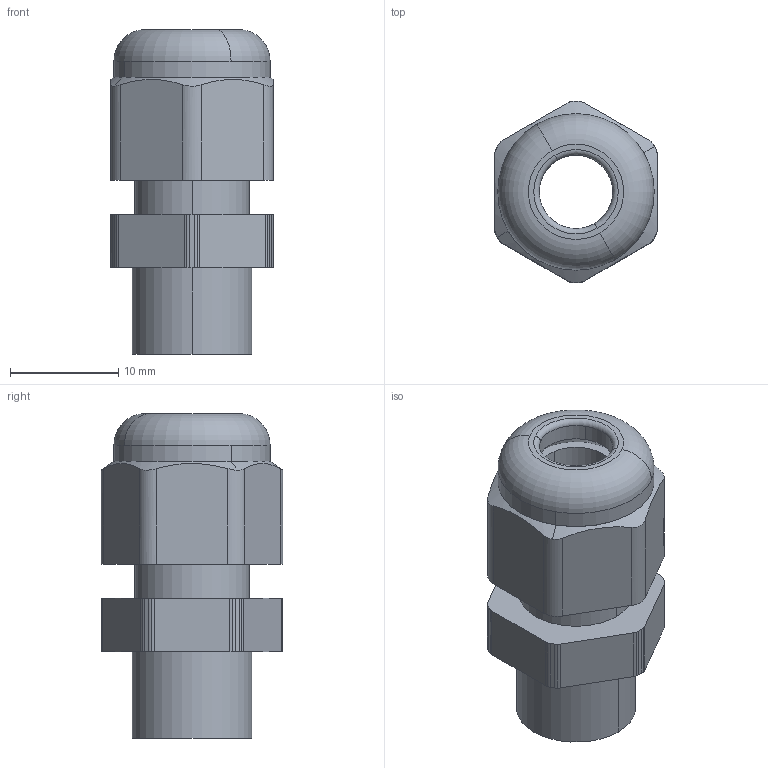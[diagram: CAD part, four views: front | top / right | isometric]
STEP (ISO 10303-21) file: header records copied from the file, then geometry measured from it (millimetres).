
FILE_DESCRIPTION(('CATIA V5R24 STEP','CAx-IF Rec.Pracs.--- Model Styling and Organization---1.2---2011-12-15'),'2;1');
FILE_NAME ('D1452846_1', '2018-03-29T06:26:20+00:00', ('Weidmueller Interface'), ('Weidmueller'), 'CATIA Version 5-6 Release 2014 SP4 HF52', 'CATIA V5 STEP AP214', 'none');
FILE_SCHEMA(('AUTOMOTIVE_DESIGN { 1 0 10303 214 1 1 1 1 }'));
Length unit declared in the file: millimetre
Products named in the file (1): VG_7
Bounding box: 15 x 16.78 x 30 mm (x, y, z)
Volume: 2619.2 mm3; surface area: 3811.8 mm2
Topology: 3 solids, 3 shells, 93 faces, 268 edges, 186 vertices
Faces by surface type: cylinder 52, plane 29, torus 6, cone 6
Entity records: 3207 total; most frequent: CARTESIAN_POINT 815, ORIENTED_EDGE 536, DIRECTION 396, EDGE_CURVE 268, AXIS2_PLACEMENT_3D 201, VERTEX_POINT 186, CIRCLE 112, VECTOR 108
